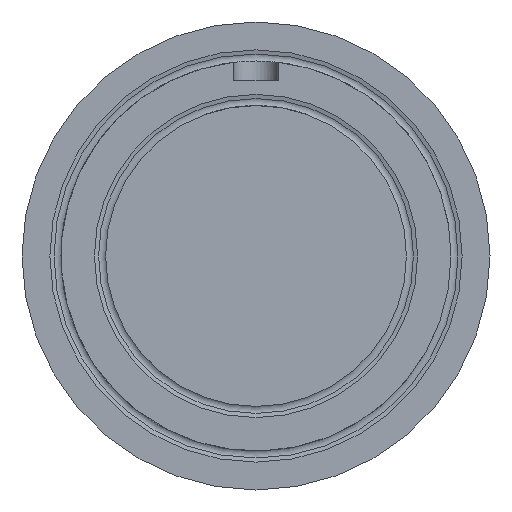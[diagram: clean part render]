
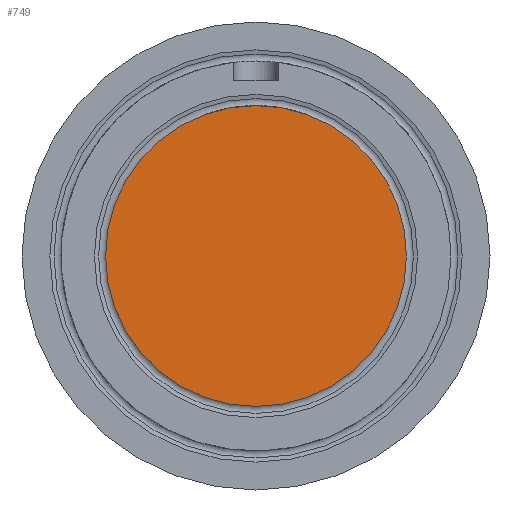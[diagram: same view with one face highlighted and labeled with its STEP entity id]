
A CAD part, left-side view. The second image highlights one B-rep face of the part: STEP entity #749.
In plain terms, the highlighted planar face has unit normal (-1, 0, 0).
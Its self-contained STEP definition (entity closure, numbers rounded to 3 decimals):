
#41=PLANE('',#870);
#206=FACE_OUTER_BOUND('',#261,.T.);
#261=EDGE_LOOP('',(#698));
#313=CIRCLE('',#869,27.);
#383=VERTEX_POINT('',#1420);
#487=EDGE_CURVE('',#383,#383,#313,.T.);
#698=ORIENTED_EDGE('',*,*,#487,.T.);
#749=ADVANCED_FACE('',(#206),#41,.T.);
#869=AXIS2_PLACEMENT_3D('',#1421,#1107,#1108);
#870=AXIS2_PLACEMENT_3D('',#1423,#1110,#1111);
#1107=DIRECTION('center_axis',(-1.,0.,0.));
#1108=DIRECTION('ref_axis',(0.,0.,1.));
#1110=DIRECTION('center_axis',(-1.,0.,0.));
#1111=DIRECTION('ref_axis',(0.,0.,1.));
#1420=CARTESIAN_POINT('',(0.,-27.,0.));
#1421=CARTESIAN_POINT('Origin',(0.,0.,0.));
#1423=CARTESIAN_POINT('Origin',(0.,0.,0.));
